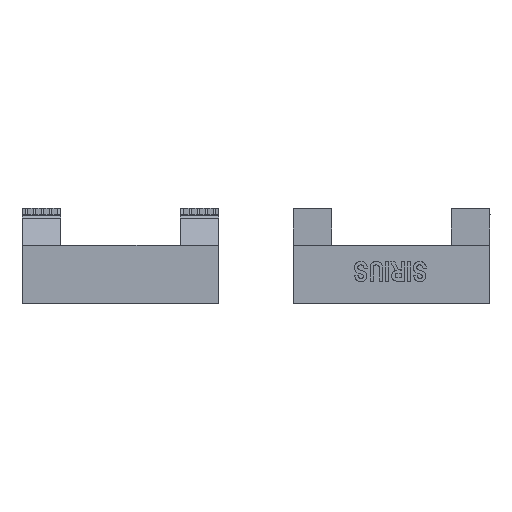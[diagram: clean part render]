
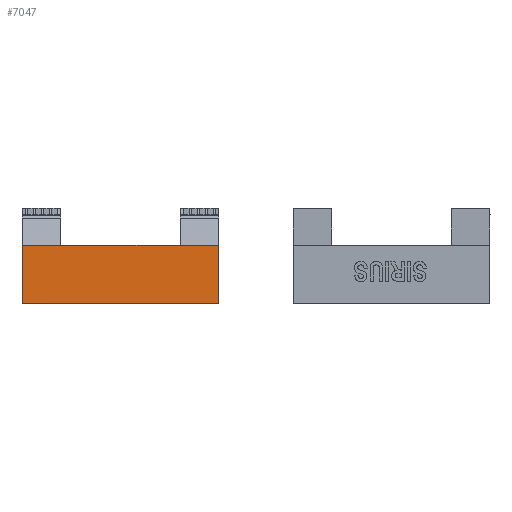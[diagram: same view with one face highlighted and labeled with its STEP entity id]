
A CAD part, front view. The second image highlights one B-rep face of the part: STEP entity #7047.
In plain terms, the highlighted planar face has unit normal (0, -1, 0).
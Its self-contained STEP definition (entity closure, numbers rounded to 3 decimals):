
#530 = AXIS2_PLACEMENT_3D ( 'NONE', #7885, #7845, #9676 ) ;
#1349 = CARTESIAN_POINT ( 'NONE',  ( 61., 0., 18. ) ) ;
#1583 = LINE ( 'NONE', #3749, #9796 ) ;
#1730 = VERTEX_POINT ( 'NONE', #7977 ) ;
#1733 = VERTEX_POINT ( 'NONE', #6853 ) ;
#1924 = CARTESIAN_POINT ( 'NONE',  ( 61., 0., 18. ) ) ;
#1946 = ORIENTED_EDGE ( 'NONE', *, *, #4843, .T. ) ;
#2149 = EDGE_CURVE ( 'NONE', #11644, #4904, #5822, .T. ) ;
#2388 = VECTOR ( 'NONE', #11130, 1000. ) ;
#2785 = LINE ( 'NONE', #6394, #5505 ) ;
#3143 = DIRECTION ( 'NONE',  ( -1., 0., 0. ) ) ;
#3734 = EDGE_CURVE ( 'NONE', #7836, #7677, #2785, .T. ) ;
#3749 = CARTESIAN_POINT ( 'NONE',  ( 61., 0., 0. ) ) ;
#4843 = EDGE_CURVE ( 'NONE', #1733, #7677, #10845, .T. ) ;
#4904 = VERTEX_POINT ( 'NONE', #7749 ) ;
#5047 = ORIENTED_EDGE ( 'NONE', *, *, #7905, .F. ) ;
#5062 = CARTESIAN_POINT ( 'NONE',  ( 0., 0., 0. ) ) ;
#5505 = VECTOR ( 'NONE', #8035, 1000. ) ;
#5781 = VECTOR ( 'NONE', #9569, 1000. ) ;
#5822 = LINE ( 'NONE', #11056, #2388 ) ;
#5849 = CARTESIAN_POINT ( 'NONE',  ( 61., 0., 29.755 ) ) ;
#6018 = DIRECTION ( 'NONE',  ( 0., 0., -1. ) ) ;
#6043 = PLANE ( 'NONE',  #530 ) ;
#6075 = LINE ( 'NONE', #5849, #10123 ) ;
#6095 = FACE_OUTER_BOUND ( 'NONE', #11101, .T. ) ;
#6394 = CARTESIAN_POINT ( 'NONE',  ( 0., 0., 29.755 ) ) ;
#6479 = VECTOR ( 'NONE', #3143, 1000. ) ;
#6853 = CARTESIAN_POINT ( 'NONE',  ( 12., 0., 18. ) ) ;
#7047 = ADVANCED_FACE ( 'NONE', ( #6095 ), #6043, .T. ) ;
#7505 = LINE ( 'NONE', #1349, #5781 ) ;
#7677 = VERTEX_POINT ( 'NONE', #11561 ) ;
#7749 = CARTESIAN_POINT ( 'NONE',  ( 49., 0., 18. ) ) ;
#7836 = VERTEX_POINT ( 'NONE', #5062 ) ;
#7845 = DIRECTION ( 'NONE',  ( 0., -1., 0. ) ) ;
#7885 = CARTESIAN_POINT ( 'NONE',  ( 61., 0., 18. ) ) ;
#7896 = EDGE_CURVE ( 'NONE', #4904, #1733, #7505, .T. ) ;
#7905 = EDGE_CURVE ( 'NONE', #11644, #1730, #6075, .T. ) ;
#7977 = CARTESIAN_POINT ( 'NONE',  ( 61., 0., 0. ) ) ;
#8035 = DIRECTION ( 'NONE',  ( 0., 0., 1. ) ) ;
#8921 = ORIENTED_EDGE ( 'NONE', *, *, #2149, .T. ) ;
#9435 = ORIENTED_EDGE ( 'NONE', *, *, #3734, .F. ) ;
#9569 = DIRECTION ( 'NONE',  ( -1., 0., 0. ) ) ;
#9644 = EDGE_CURVE ( 'NONE', #1730, #7836, #1583, .T. ) ;
#9676 = DIRECTION ( 'NONE',  ( 0., 0., -1. ) ) ;
#9796 = VECTOR ( 'NONE', #10194, 1000. ) ;
#10123 = VECTOR ( 'NONE', #6018, 1000. ) ;
#10194 = DIRECTION ( 'NONE',  ( -1., 0., 0. ) ) ;
#10286 = ORIENTED_EDGE ( 'NONE', *, *, #7896, .T. ) ;
#10333 = ORIENTED_EDGE ( 'NONE', *, *, #9644, .F. ) ;
#10471 = CARTESIAN_POINT ( 'NONE',  ( 61., 0., 18. ) ) ;
#10845 = LINE ( 'NONE', #10471, #6479 ) ;
#11056 = CARTESIAN_POINT ( 'NONE',  ( 61., 0., 18. ) ) ;
#11101 = EDGE_LOOP ( 'NONE', ( #10333, #5047, #8921, #10286, #1946, #9435 ) ) ;
#11130 = DIRECTION ( 'NONE',  ( -1., 0., 0. ) ) ;
#11561 = CARTESIAN_POINT ( 'NONE',  ( 0., 0., 18. ) ) ;
#11644 = VERTEX_POINT ( 'NONE', #1924 ) ;
